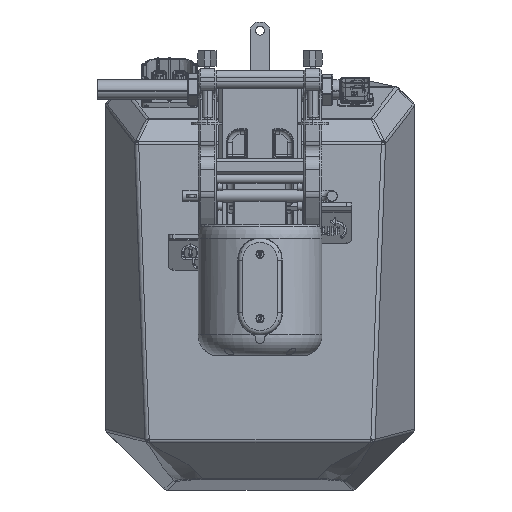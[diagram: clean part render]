
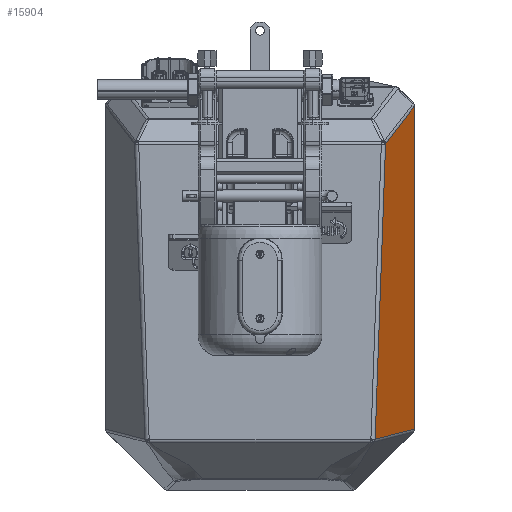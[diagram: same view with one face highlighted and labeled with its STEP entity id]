
A CAD part, front view. The second image highlights one B-rep face of the part: STEP entity #15904.
In plain terms, the highlighted planar face has unit normal (0.965, -0.259, -0.034).
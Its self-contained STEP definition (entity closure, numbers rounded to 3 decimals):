
#2839 = CARTESIAN_POINT ( 'NONE',  ( 853.088, 982.27, 778.974 ) ) ;
#11219 = DIRECTION ( 'NONE',  ( -0.177, -0.554, -0.814 ) ) ;
#13426 = VERTEX_POINT ( 'NONE', #83019 ) ;
#15904 = ADVANCED_FACE ( 'NONE', ( #84196 ), #166991, .F. ) ;
#24296 = VERTEX_POINT ( 'NONE', #34316 ) ;
#27922 = LINE ( 'NONE', #59683, #63193 ) ;
#29704 = VECTOR ( 'NONE', #136997, 1000. ) ;
#30613 = DIRECTION ( 'NONE',  ( 0., 0.131, -0.991 ) ) ;
#32090 = ORIENTED_EDGE ( 'NONE', *, *, #160859, .F. ) ;
#34316 = CARTESIAN_POINT ( 'NONE',  ( 869.46, 1040.696, 799.277 ) ) ;
#37376 = VERTEX_POINT ( 'NONE', #66972 ) ;
#42878 = EDGE_CURVE ( 'NONE', #172069, #24296, #50349, .T. ) ;
#43283 = DIRECTION ( 'NONE',  ( -0.259, -0.966, 0. ) ) ;
#44973 = VECTOR ( 'NONE', #11219, 1000. ) ;
#48776 = ORIENTED_EDGE ( 'NONE', *, *, #159818, .T. ) ;
#50349 = LINE ( 'NONE', #176728, #44973 ) ;
#59683 = CARTESIAN_POINT ( 'NONE',  ( 902.508, 1145.942, 936.706 ) ) ;
#63193 = VECTOR ( 'NONE', #30613, 1000. ) ;
#66972 = CARTESIAN_POINT ( 'NONE',  ( 902.508, 1158.274, 843.034 ) ) ;
#77568 = ORIENTED_EDGE ( 'NONE', *, *, #124527, .T. ) ;
#83019 = CARTESIAN_POINT ( 'NONE',  ( 902.508, 1206.667, 475.451 ) ) ;
#84196 = FACE_OUTER_BOUND ( 'NONE', #153399, .T. ) ;
#86965 = EDGE_CURVE ( 'NONE', #24296, #105767, #166118, .T. ) ;
#98440 = CARTESIAN_POINT ( 'NONE',  ( 902.54, 1206.783, 475.459 ) ) ;
#99680 = CARTESIAN_POINT ( 'NONE',  ( 857.633, 1040.696, 464.005 ) ) ;
#103575 = AXIS2_PLACEMENT_3D ( 'NONE', #112372, #153323, #43283 ) ;
#105767 = VERTEX_POINT ( 'NONE', #99680 ) ;
#107497 = ORIENTED_EDGE ( 'NONE', *, *, #86965, .T. ) ;
#111444 = VECTOR ( 'NONE', #125751, 1000. ) ;
#112372 = CARTESIAN_POINT ( 'NONE',  ( 524.128, -140.44, -18.489 ) ) ;
#116668 = CARTESIAN_POINT ( 'NONE',  ( 869.738, 1041.566, 800.556 ) ) ;
#124527 = EDGE_CURVE ( 'NONE', #105767, #13426, #167620, .T. ) ;
#125751 = DIRECTION ( 'NONE',  ( 0.26, 0.963, 0.066 ) ) ;
#126054 = CARTESIAN_POINT ( 'NONE',  ( 863.546, 1040.696, 631.641 ) ) ;
#136006 = VECTOR ( 'NONE', #154712, 1000. ) ;
#136997 = DIRECTION ( 'NONE',  ( -0.035, 0., -0.999 ) ) ;
#150225 = LINE ( 'NONE', #2839, #136006 ) ;
#153323 = DIRECTION ( 'NONE',  ( -0.965, 0.259, 0.034 ) ) ;
#153399 = EDGE_LOOP ( 'NONE', ( #107497, #77568, #32090, #48776, #164819 ) ) ;
#154712 = DIRECTION ( 'NONE',  ( -0.255, -0.909, -0.331 ) ) ;
#159818 = EDGE_CURVE ( 'NONE', #37376, #172069, #150225, .T. ) ;
#160859 = EDGE_CURVE ( 'NONE', #37376, #13426, #27922, .T. ) ;
#164819 = ORIENTED_EDGE ( 'NONE', *, *, #42878, .T. ) ;
#166118 = LINE ( 'NONE', #126054, #29704 ) ;
#166991 = PLANE ( 'NONE',  #103575 ) ;
#167620 = LINE ( 'NONE', #98440, #111444 ) ;
#172069 = VERTEX_POINT ( 'NONE', #116668 ) ;
#176728 = CARTESIAN_POINT ( 'NONE',  ( 874.38, 1056.081, 821.887 ) ) ;
